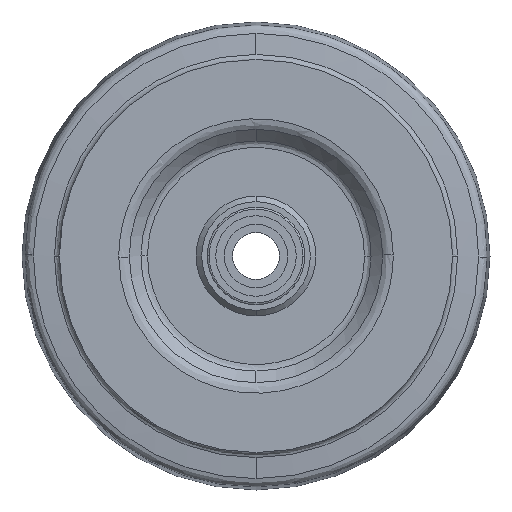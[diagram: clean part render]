
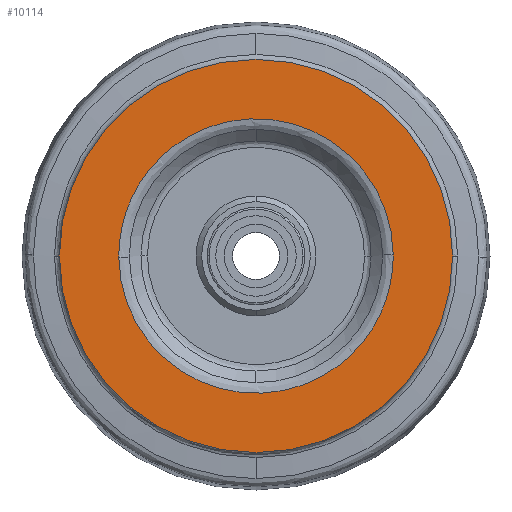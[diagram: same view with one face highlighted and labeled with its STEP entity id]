
A CAD part, left-side view. The second image highlights one B-rep face of the part: STEP entity #10114.
In plain terms, the highlighted planar face has unit normal (-1, 0, 0).
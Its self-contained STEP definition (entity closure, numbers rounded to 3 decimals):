
#22 = DIRECTION ( 'NONE',  ( -1., 0., 0. ) ) ;
#159 =( BOUNDED_CURVE ( )  B_SPLINE_CURVE ( 3, ( #2699, #4268, #1121, #7524 ),
 .UNSPECIFIED., .F., .F. ) 
 B_SPLINE_CURVE_WITH_KNOTS ( ( 4, 4 ),
 ( 0., 0.003 ),
 .UNSPECIFIED. ) 
 CURVE ( )  GEOMETRIC_REPRESENTATION_ITEM ( )  RATIONAL_B_SPLINE_CURVE ( ( 1., 1., 1., 1. ) ) 
 REPRESENTATION_ITEM ( '' )  );
#566 = FACE_BOUND ( 'NONE', #5496, .T. ) ;
#1121 = CARTESIAN_POINT ( 'NONE',  ( -40., 73.313, -0.458 ) ) ;
#1284 = VERTEX_POINT ( 'NONE', #10017 ) ;
#1403 = CARTESIAN_POINT ( 'NONE',  ( -40., -73.311, 0.687 ) ) ;
#1497 = CARTESIAN_POINT ( 'NONE',  ( -40., -73.314, 0. ) ) ;
#1696 = CARTESIAN_POINT ( 'NONE',  ( -40., -73.314, 0. ) ) ;
#2349 = EDGE_CURVE ( 'NONE', #2746, #6610, #4155, .T. ) ;
#2415 = CARTESIAN_POINT ( 'NONE',  ( -40., 0., 0. ) ) ;
#2535 = FACE_OUTER_BOUND ( 'NONE', #8265, .T. ) ;
#2699 = CARTESIAN_POINT ( 'NONE',  ( -40., 73.314, 0. ) ) ;
#2746 = VERTEX_POINT ( 'NONE', #10162 ) ;
#2803 = VERTEX_POINT ( 'NONE', #1403 ) ;
#3040 = CARTESIAN_POINT ( 'NONE',  ( -40., -71.95, 145.946 ) ) ;
#3087 = DIRECTION ( 'NONE',  ( 0., 0., -1. ) ) ;
#3398 = CARTESIAN_POINT ( 'NONE',  ( -40., 0., 0. ) ) ;
#3881 = CARTESIAN_POINT ( 'NONE',  ( -40., 73.314, 145.266 ) ) ;
#3908 = EDGE_CURVE ( 'NONE', #10226, #1284, #5115, .T. ) ;
#3987 = ORIENTED_EDGE ( 'NONE', *, *, #5257, .F. ) ;
#4155 =( BOUNDED_CURVE ( )  B_SPLINE_CURVE ( 3, ( #7184, #8003, #6434, #1696 ),
 .UNSPECIFIED., .F., .F. ) 
 B_SPLINE_CURVE_WITH_KNOTS ( ( 4, 4 ),
 ( 0.003, 1. ),
 .UNSPECIFIED. ) 
 CURVE ( )  GEOMETRIC_REPRESENTATION_ITEM ( )  RATIONAL_B_SPLINE_CURVE ( ( 1., 0.336, 0.336, 1. ) ) 
 REPRESENTATION_ITEM ( '' )  );
#4268 = CARTESIAN_POINT ( 'NONE',  ( -40., 73.314, -0.229 ) ) ;
#4292 = AXIS2_PLACEMENT_3D ( 'NONE', #7046, #4628, #3087 ) ;
#4628 = DIRECTION ( 'NONE',  ( 1., 0., 0. ) ) ;
#4635 = ORIENTED_EDGE ( 'NONE', *, *, #2349, .F. ) ;
#4637 = ORIENTED_EDGE ( 'NONE', *, *, #6875, .F. ) ;
#4797 =( BOUNDED_CURVE ( )  B_SPLINE_CURVE ( 3, ( #1497, #6166, #7908, #8659 ),
 .UNSPECIFIED., .F., .F. ) 
 B_SPLINE_CURVE_WITH_KNOTS ( ( 4, 4 ),
 ( 0., 0.003 ),
 .UNSPECIFIED. ) 
 CURVE ( )  GEOMETRIC_REPRESENTATION_ITEM ( )  RATIONAL_B_SPLINE_CURVE ( ( 1., 1., 1., 1. ) ) 
 REPRESENTATION_ITEM ( '' )  );
#5091 = DIRECTION ( 'NONE',  ( 0., 0., -1. ) ) ;
#5115 = CIRCLE ( 'NONE', #8634, 105. ) ;
#5257 = EDGE_CURVE ( 'NONE', #6610, #2803, #4797, .T. ) ;
#5496 = EDGE_LOOP ( 'NONE', ( #4637, #8562, #3987, #4635 ) ) ;
#5603 = DIRECTION ( 'NONE',  ( 0., 0., -1. ) ) ;
#6166 = CARTESIAN_POINT ( 'NONE',  ( -40., -73.314, 0.229 ) ) ;
#6259 = PLANE ( 'NONE',  #4292 ) ;
#6434 = CARTESIAN_POINT ( 'NONE',  ( -40., -73.314, -145.266 ) ) ;
#6610 = VERTEX_POINT ( 'NONE', #7196 ) ;
#6875 = EDGE_CURVE ( 'NONE', #7912, #2746, #159, .T. ) ;
#6952 = CARTESIAN_POINT ( 'NONE',  ( -40., 73.314, 0. ) ) ;
#6955 = AXIS2_PLACEMENT_3D ( 'NONE', #3398, #9067, #5091 ) ;
#7046 = CARTESIAN_POINT ( 'NONE',  ( -40., 0., 0. ) ) ;
#7184 = CARTESIAN_POINT ( 'NONE',  ( -40., 73.311, -0.687 ) ) ;
#7194 = EDGE_CURVE ( 'NONE', #2803, #7912, #8794, .T. ) ;
#7196 = CARTESIAN_POINT ( 'NONE',  ( -40., -73.314, 0. ) ) ;
#7524 = CARTESIAN_POINT ( 'NONE',  ( -40., 73.311, -0.687 ) ) ;
#7739 = ORIENTED_EDGE ( 'NONE', *, *, #3908, .T. ) ;
#7908 = CARTESIAN_POINT ( 'NONE',  ( -40., -73.313, 0.458 ) ) ;
#7912 = VERTEX_POINT ( 'NONE', #8222 ) ;
#8003 = CARTESIAN_POINT ( 'NONE',  ( -40., 71.95, -145.946 ) ) ;
#8102 = CARTESIAN_POINT ( 'NONE',  ( -40., 105., 0. ) ) ;
#8222 = CARTESIAN_POINT ( 'NONE',  ( -40., 73.314, 0. ) ) ;
#8265 = EDGE_LOOP ( 'NONE', ( #8428, #7739 ) ) ;
#8428 = ORIENTED_EDGE ( 'NONE', *, *, #9345, .T. ) ;
#8562 = ORIENTED_EDGE ( 'NONE', *, *, #7194, .F. ) ;
#8634 = AXIS2_PLACEMENT_3D ( 'NONE', #2415, #22, #5603 ) ;
#8659 = CARTESIAN_POINT ( 'NONE',  ( -40., -73.311, 0.687 ) ) ;
#8794 =( BOUNDED_CURVE ( )  B_SPLINE_CURVE ( 3, ( #9426, #3040, #3881, #6952 ),
 .UNSPECIFIED., .F., .F. ) 
 B_SPLINE_CURVE_WITH_KNOTS ( ( 4, 4 ),
 ( 0.003, 1. ),
 .UNSPECIFIED. ) 
 CURVE ( )  GEOMETRIC_REPRESENTATION_ITEM ( )  RATIONAL_B_SPLINE_CURVE ( ( 1., 0.336, 0.336, 1. ) ) 
 REPRESENTATION_ITEM ( '' )  );
#9067 = DIRECTION ( 'NONE',  ( -1., 0., 0. ) ) ;
#9184 = CIRCLE ( 'NONE', #6955, 105. ) ;
#9345 = EDGE_CURVE ( 'NONE', #1284, #10226, #9184, .T. ) ;
#9426 = CARTESIAN_POINT ( 'NONE',  ( -40., -73.311, 0.687 ) ) ;
#10017 = CARTESIAN_POINT ( 'NONE',  ( -40., -105., 0. ) ) ;
#10114 = ADVANCED_FACE ( 'NONE', ( #2535, #566 ), #6259, .F. ) ;
#10162 = CARTESIAN_POINT ( 'NONE',  ( -40., 73.311, -0.687 ) ) ;
#10226 = VERTEX_POINT ( 'NONE', #8102 ) ;
